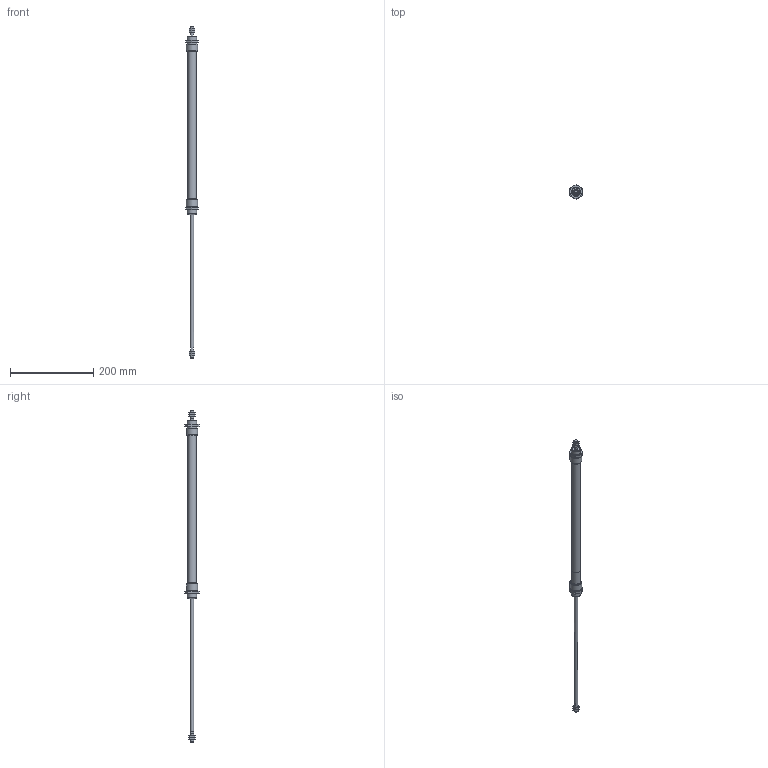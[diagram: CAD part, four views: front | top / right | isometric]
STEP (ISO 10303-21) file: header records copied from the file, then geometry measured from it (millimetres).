
FILE_DESCRIPTION( ( 'STEP AP203' ), '1' );
FILE_NAME( 'MCMI-21-20-320_POS_0.stp', '2021-03-10T19:48:37', ( 'License CC BY-ND 4.0' ), ( 'CADENAS' ), ' ', 'PARTsolutions', ' ' );
FILE_SCHEMA( ( 'CONFIG_CONTROL_DESIGN' ) );
Length unit declared in the file: millimetre
Products named in the file (5): MCMI-21-20-320_POS_0; _MCMI-21-20-320-0_(0_b); _MCMI-21-20-320-0_(0_r); _MCMI-20_n; _MCMI-20_n2
Assembly tree (8 placements, depth 2):
  MCMI-21-20-320_POS_0
    _MCMI-21-20-320-0_(0_b)
    _MCMI-21-20-320-0_(0_r)
    _MCMI-20_n  x4
    _MCMI-20_n2  x2
Bounding box: 30 x 34.64 x 796 mm (x, y, z)
Volume: 102484.8 mm3; surface area: 83510.9 mm2
Topology: 8 solids, 8 shells, 201 faces, 429 edges, 256 vertices
Faces by surface type: cone 96, plane 80, cylinder 23, torus 2
Full cylindrical faces by diameter (mm): 6.647 x4, 8 x4, 20 x2, 20.376 x2, 21.4 x1, 22 x2, 24 x2
Entity records: 3116 total; most frequent: CARTESIAN_POINT 754, DIRECTION 464, ORIENTED_EDGE 392, AXIS2_PLACEMENT_3D 206, EDGE_CURVE 196, EDGE_LOOP 160, VERTEX_POINT 136, FACE_OUTER_BOUND 124
